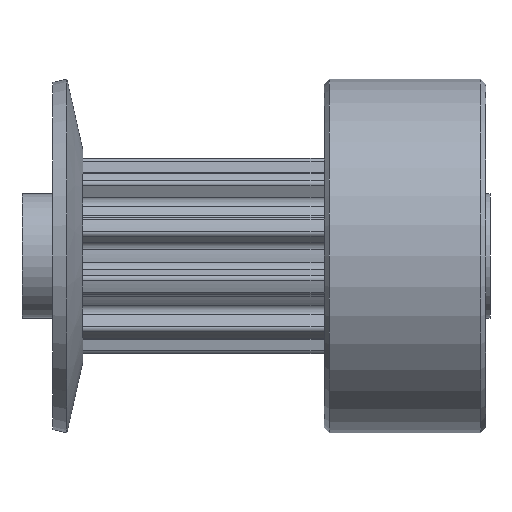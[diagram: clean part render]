
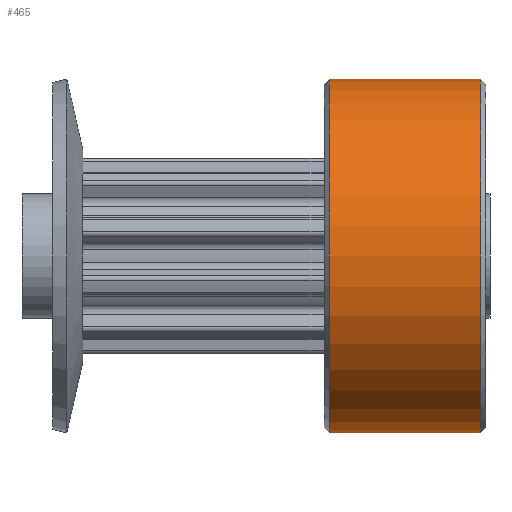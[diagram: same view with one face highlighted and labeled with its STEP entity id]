
A CAD part, front view. The second image highlights one B-rep face of the part: STEP entity #465.
In plain terms, the highlighted cylindrical face has radius 5.397 mm (diameter 10.795 mm), a partial arc.
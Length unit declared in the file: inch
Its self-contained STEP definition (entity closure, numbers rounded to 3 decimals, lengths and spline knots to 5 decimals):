
#167 = DIRECTION ( 'NONE',  ( -1., 0., 0. ) ) ;
#271 = ORIENTED_EDGE ( 'NONE', *, *, #5376, .T. ) ;
#333 = AXIS2_PLACEMENT_3D ( 'NONE', #2337, #167, #3231 ) ;
#339 = CARTESIAN_POINT ( 'NONE',  ( 0.26995, 0., 0. ) ) ;
#350 = LINE ( 'NONE', #1252, #3683 ) ;
#465 = ADVANCED_FACE ( 'NONE', ( #1883 ), #1763, .T. ) ;
#515 = AXIS2_PLACEMENT_3D ( 'NONE', #5014, #2431, #5453 ) ;
#696 = CARTESIAN_POINT ( 'NONE',  ( -0.31404, 0., -0.2125 ) ) ;
#779 = DIRECTION ( 'NONE',  ( 0., 0., -1. ) ) ;
#1150 = DIRECTION ( 'NONE',  ( -1., 0., 0. ) ) ;
#1252 = CARTESIAN_POINT ( 'NONE',  ( -0.31404, 0., 0.2125 ) ) ;
#1286 = ORIENTED_EDGE ( 'NONE', *, *, #5483, .T. ) ;
#1405 = VERTEX_POINT ( 'NONE', #1499 ) ;
#1494 = CIRCLE ( 'NONE', #515, 0.2125 ) ;
#1499 = CARTESIAN_POINT ( 'NONE',  ( 0.08805, 0., -0.2125 ) ) ;
#1763 = CYLINDRICAL_SURFACE ( 'NONE', #333, 0.2125 ) ;
#1883 = FACE_OUTER_BOUND ( 'NONE', #2515, .T. ) ;
#2002 = CARTESIAN_POINT ( 'NONE',  ( 0.08805, 0., 0.2125 ) ) ;
#2056 = VECTOR ( 'NONE', #1150, 39.37008 ) ;
#2337 = CARTESIAN_POINT ( 'NONE',  ( -0.31404, 0., 0. ) ) ;
#2431 = DIRECTION ( 'NONE',  ( 1., 0., 0. ) ) ;
#2515 = EDGE_LOOP ( 'NONE', ( #3690, #271, #1286, #4842 ) ) ;
#2781 = CARTESIAN_POINT ( 'NONE',  ( 0.26995, 0., -0.2125 ) ) ;
#2968 = VERTEX_POINT ( 'NONE', #2781 ) ;
#3222 = LINE ( 'NONE', #696, #2056 ) ;
#3231 = DIRECTION ( 'NONE',  ( 0., 0., 1. ) ) ;
#3395 = DIRECTION ( 'NONE',  ( -1., 0., 0. ) ) ;
#3515 = VERTEX_POINT ( 'NONE', #2002 ) ;
#3560 = VERTEX_POINT ( 'NONE', #5062 ) ;
#3683 = VECTOR ( 'NONE', #3843, 39.37008 ) ;
#3690 = ORIENTED_EDGE ( 'NONE', *, *, #5304, .F. ) ;
#3722 = AXIS2_PLACEMENT_3D ( 'NONE', #339, #3395, #779 ) ;
#3843 = DIRECTION ( 'NONE',  ( -1., 0., 0. ) ) ;
#4842 = ORIENTED_EDGE ( 'NONE', *, *, #5277, .T. ) ;
#5014 = CARTESIAN_POINT ( 'NONE',  ( 0.08805, 0., 0. ) ) ;
#5062 = CARTESIAN_POINT ( 'NONE',  ( 0.26995, 0., 0.2125 ) ) ;
#5277 = EDGE_CURVE ( 'NONE', #3515, #1405, #1494, .T. ) ;
#5304 = EDGE_CURVE ( 'NONE', #2968, #1405, #3222, .T. ) ;
#5365 = CIRCLE ( 'NONE', #3722, 0.2125 ) ;
#5376 = EDGE_CURVE ( 'NONE', #2968, #3560, #5365, .T. ) ;
#5453 = DIRECTION ( 'NONE',  ( 0., 0., 1. ) ) ;
#5483 = EDGE_CURVE ( 'NONE', #3560, #3515, #350, .T. ) ;
